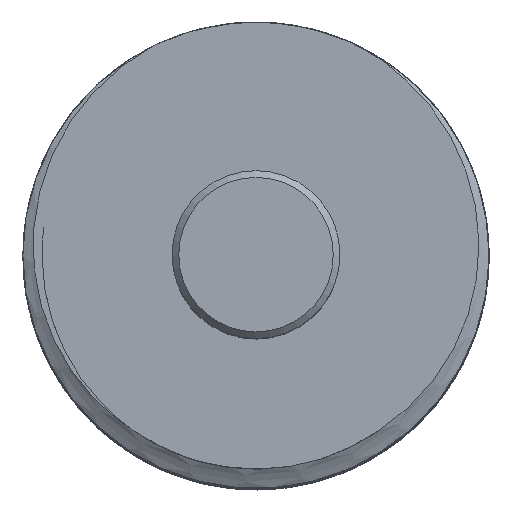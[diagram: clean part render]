
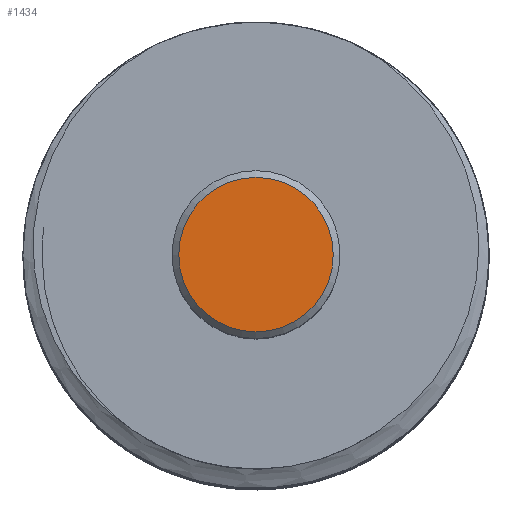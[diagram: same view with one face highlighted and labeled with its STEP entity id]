
A CAD part, top view. The second image highlights one B-rep face of the part: STEP entity #1434.
In plain terms, the highlighted planar face has unit normal (0, 0, 1).
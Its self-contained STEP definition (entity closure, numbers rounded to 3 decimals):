
#17=PLANE('',#1529);
#102=FACE_OUTER_BOUND('',#182,.T.);
#182=EDGE_LOOP('',(#1162));
#195=CIRCLE('',#1525,2.3);
#626=VERTEX_POINT('',#6181);
#842=EDGE_CURVE('',#626,#626,#195,.T.);
#1162=ORIENTED_EDGE('',*,*,#842,.F.);
#1434=ADVANCED_FACE('',(#102),#17,.T.);
#1525=AXIS2_PLACEMENT_3D('',#6182,#1747,#1748);
#1529=AXIS2_PLACEMENT_3D('',#6190,#1757,#1758);
#1747=DIRECTION('center_axis',(0.,0.,-1.));
#1748=DIRECTION('ref_axis',(1.,0.,0.));
#1757=DIRECTION('center_axis',(0.,0.,1.));
#1758=DIRECTION('ref_axis',(1.,0.,0.));
#6181=CARTESIAN_POINT('',(-2.3,0.,45.));
#6182=CARTESIAN_POINT('Origin',(0.,0.,45.));
#6190=CARTESIAN_POINT('Origin',(0.,0.,45.));
